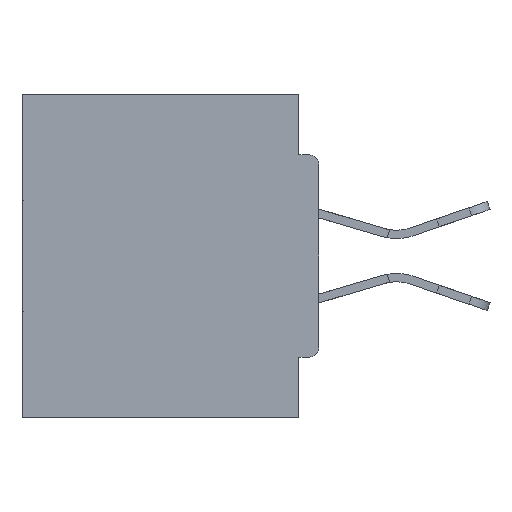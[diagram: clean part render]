
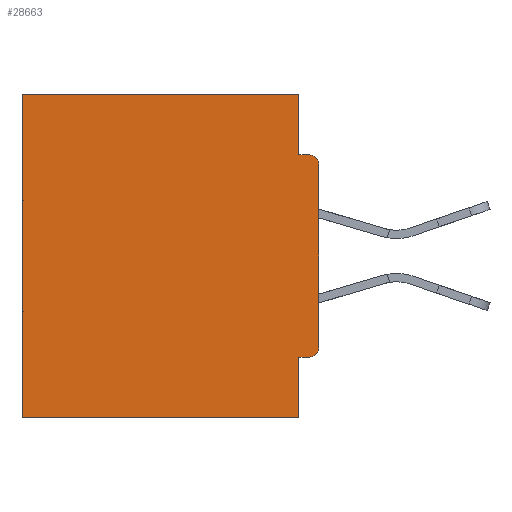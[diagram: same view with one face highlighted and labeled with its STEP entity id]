
A CAD part, left-side view. The second image highlights one B-rep face of the part: STEP entity #28663.
In plain terms, the highlighted planar face has unit normal (-1, 0, 0).
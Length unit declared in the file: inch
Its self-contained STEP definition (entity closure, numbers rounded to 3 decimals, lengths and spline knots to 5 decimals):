
#88 = DIRECTION ( 'NONE',  ( -1., 0., 0. ) ) ;
#242 = DIRECTION ( 'NONE',  ( 0., 0., -1. ) ) ;
#589 = FACE_OUTER_BOUND ( 'NONE', #27275, .T. ) ;
#1167 = ORIENTED_EDGE ( 'NONE', *, *, #39538, .F. ) ;
#1181 = LINE ( 'NONE', #9509, #18290 ) ;
#3130 = VERTEX_POINT ( 'NONE', #5330 ) ;
#3365 = EDGE_CURVE ( 'NONE', #5004, #17168, #34737, .T. ) ;
#4210 = LINE ( 'NONE', #21613, #38390 ) ;
#4238 = VECTOR ( 'NONE', #22682, 39.37008 ) ;
#4686 = ORIENTED_EDGE ( 'NONE', *, *, #27620, .T. ) ;
#4752 = VECTOR ( 'NONE', #5089, 39.37008 ) ;
#5004 = VERTEX_POINT ( 'NONE', #7528 ) ;
#5043 = VERTEX_POINT ( 'NONE', #25011 ) ;
#5089 = DIRECTION ( 'NONE',  ( 0., 1., 0. ) ) ;
#5104 = VERTEX_POINT ( 'NONE', #33150 ) ;
#5330 = CARTESIAN_POINT ( 'NONE',  ( 0.298, 0.031, -0.0935 ) ) ;
#5369 = VECTOR ( 'NONE', #28120, 39.37008 ) ;
#6090 = PLANE ( 'NONE',  #32703 ) ;
#6262 = EDGE_CURVE ( 'NONE', #5043, #5104, #19946, .T. ) ;
#6597 = EDGE_CURVE ( 'NONE', #38006, #21438, #28200, .T. ) ;
#6877 = CARTESIAN_POINT ( 'NONE',  ( 0.298, 0.015, -0.4065 ) ) ;
#7528 = CARTESIAN_POINT ( 'NONE',  ( 0.298, 0., -0.1085 ) ) ;
#7796 = CARTESIAN_POINT ( 'NONE',  ( 0.298, 0.015, -0.1085 ) ) ;
#9139 = CARTESIAN_POINT ( 'NONE',  ( 0.298, 0., 0. ) ) ;
#9509 = CARTESIAN_POINT ( 'NONE',  ( 0.298, 0., 0. ) ) ;
#9573 = VECTOR ( 'NONE', #16693, 39.37008 ) ;
#9992 = CARTESIAN_POINT ( 'NONE',  ( 0.298, 0.031, -0.5 ) ) ;
#11511 = LINE ( 'NONE', #28680, #4752 ) ;
#12575 = ORIENTED_EDGE ( 'NONE', *, *, #36715, .F. ) ;
#13163 = DIRECTION ( 'NONE',  ( 0., 0., -1. ) ) ;
#13380 = ORIENTED_EDGE ( 'NONE', *, *, #3365, .F. ) ;
#14547 = VECTOR ( 'NONE', #35516, 39.37008 ) ;
#15371 = LINE ( 'NONE', #20011, #40771 ) ;
#16079 = DIRECTION ( 'NONE',  ( 1., 0., 0. ) ) ;
#16693 = DIRECTION ( 'NONE',  ( 0., 0., -1. ) ) ;
#17168 = VERTEX_POINT ( 'NONE', #33353 ) ;
#18095 = CARTESIAN_POINT ( 'NONE',  ( 0.298, 0.031, -0.5 ) ) ;
#18290 = VECTOR ( 'NONE', #39169, 39.37008 ) ;
#19076 = ORIENTED_EDGE ( 'NONE', *, *, #27997, .T. ) ;
#19594 = DIRECTION ( 'NONE',  ( 0., 0., -1. ) ) ;
#19946 = LINE ( 'NONE', #39721, #9573 ) ;
#20011 = CARTESIAN_POINT ( 'NONE',  ( 0.298, 0.031, -0.5 ) ) ;
#20045 = DIRECTION ( 'NONE',  ( -1., 0., 0. ) ) ;
#20455 = ORIENTED_EDGE ( 'NONE', *, *, #6597, .F. ) ;
#20516 = ORIENTED_EDGE ( 'NONE', *, *, #6262, .T. ) ;
#21262 = CARTESIAN_POINT ( 'NONE',  ( 0.298, 0.031, 0. ) ) ;
#21438 = VERTEX_POINT ( 'NONE', #24359 ) ;
#21613 = CARTESIAN_POINT ( 'NONE',  ( 0.298, 0., -0.0935 ) ) ;
#22682 = DIRECTION ( 'NONE',  ( 0., 0., -1. ) ) ;
#22746 = ORIENTED_EDGE ( 'NONE', *, *, #25319, .F. ) ;
#23135 = CIRCLE ( 'NONE', #41769, 0.015 ) ;
#24086 = AXIS2_PLACEMENT_3D ( 'NONE', #7796, #20045, #19594 ) ;
#24359 = CARTESIAN_POINT ( 'NONE',  ( 0.298, 0.031, -0.4065 ) ) ;
#24761 = CARTESIAN_POINT ( 'NONE',  ( 0.298, 0., -0.4065 ) ) ;
#24957 = LINE ( 'NONE', #18095, #4238 ) ;
#25011 = CARTESIAN_POINT ( 'NONE',  ( 0.298, 0.46, 0. ) ) ;
#25319 = EDGE_CURVE ( 'NONE', #33403, #3130, #15371, .T. ) ;
#25347 = EDGE_CURVE ( 'NONE', #38006, #17168, #23135, .T. ) ;
#27275 = EDGE_LOOP ( 'NONE', ( #4686, #1167, #22746, #19076, #20516, #12575, #41589, #20455, #39089, #13380 ) ) ;
#27620 = EDGE_CURVE ( 'NONE', #5004, #28760, #31802, .T. ) ;
#27997 = EDGE_CURVE ( 'NONE', #33403, #5043, #1181, .T. ) ;
#28120 = DIRECTION ( 'NONE',  ( 0., 1., 0. ) ) ;
#28200 = LINE ( 'NONE', #24761, #5369 ) ;
#28663 = ADVANCED_FACE ( 'NONE', ( #589 ), #6090, .F. ) ;
#28665 = EDGE_CURVE ( 'NONE', #21438, #37704, #24957, .T. ) ;
#28680 = CARTESIAN_POINT ( 'NONE',  ( 0.298, 0., -0.5 ) ) ;
#28760 = VERTEX_POINT ( 'NONE', #29333 ) ;
#29333 = CARTESIAN_POINT ( 'NONE',  ( 0.298, 0.015, -0.0935 ) ) ;
#29831 = CARTESIAN_POINT ( 'NONE',  ( 0.298, 0.015, -0.3915 ) ) ;
#31802 = CIRCLE ( 'NONE', #24086, 0.015 ) ;
#32703 = AXIS2_PLACEMENT_3D ( 'NONE', #42313, #16079, #42581 ) ;
#33150 = CARTESIAN_POINT ( 'NONE',  ( 0.298, 0.46, -0.5 ) ) ;
#33353 = CARTESIAN_POINT ( 'NONE',  ( 0.298, 0., -0.3915 ) ) ;
#33403 = VERTEX_POINT ( 'NONE', #21262 ) ;
#34737 = LINE ( 'NONE', #9139, #14547 ) ;
#35516 = DIRECTION ( 'NONE',  ( 0., 0., -1. ) ) ;
#36715 = EDGE_CURVE ( 'NONE', #37704, #5104, #11511, .T. ) ;
#37704 = VERTEX_POINT ( 'NONE', #9992 ) ;
#38006 = VERTEX_POINT ( 'NONE', #6877 ) ;
#38372 = DIRECTION ( 'NONE',  ( 0., -1., 0. ) ) ;
#38390 = VECTOR ( 'NONE', #38372, 39.37008 ) ;
#39089 = ORIENTED_EDGE ( 'NONE', *, *, #25347, .T. ) ;
#39169 = DIRECTION ( 'NONE',  ( 0., 1., 0. ) ) ;
#39538 = EDGE_CURVE ( 'NONE', #3130, #28760, #4210, .T. ) ;
#39721 = CARTESIAN_POINT ( 'NONE',  ( 0.298, 0.46, 0. ) ) ;
#40771 = VECTOR ( 'NONE', #13163, 39.37008 ) ;
#41589 = ORIENTED_EDGE ( 'NONE', *, *, #28665, .F. ) ;
#41769 = AXIS2_PLACEMENT_3D ( 'NONE', #29831, #88, #242 ) ;
#42313 = CARTESIAN_POINT ( 'NONE',  ( 0.298, 0., 0. ) ) ;
#42581 = DIRECTION ( 'NONE',  ( 0., 0., -1. ) ) ;
